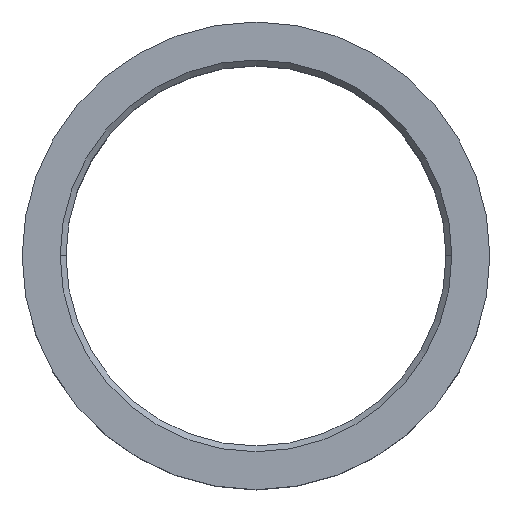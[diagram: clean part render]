
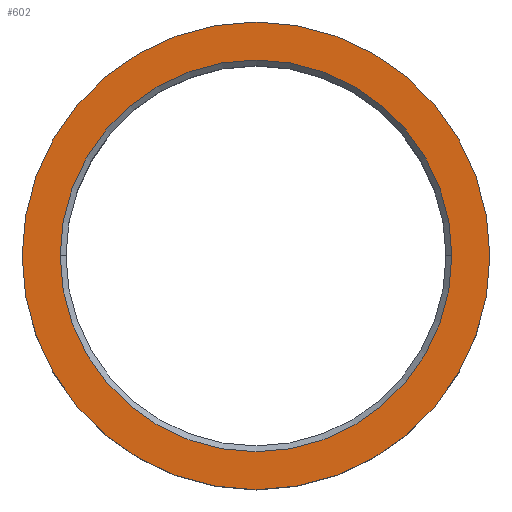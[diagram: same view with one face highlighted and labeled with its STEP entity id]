
A CAD part, top view. The second image highlights one B-rep face of the part: STEP entity #602.
In plain terms, the highlighted planar face has unit normal (0, 0, 1).
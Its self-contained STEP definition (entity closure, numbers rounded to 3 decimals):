
#11 = FACE_OUTER_BOUND ( 'NONE', #354, .T. ) ;
#14 = CARTESIAN_POINT ( 'NONE',  ( 0., 8., 2.5 ) ) ;
#24 = FACE_BOUND ( 'NONE', #248, .T. ) ;
#58 = CIRCLE ( 'NONE', #505, 8. ) ;
#64 = AXIS2_PLACEMENT_3D ( 'NONE', #346, #460, #445 ) ;
#94 = AXIS2_PLACEMENT_3D ( 'NONE', #179, #216, #200 ) ;
#95 = CARTESIAN_POINT ( 'NONE',  ( 0., 0., 2.5 ) ) ;
#98 = DIRECTION ( 'NONE',  ( 0., 0., -1. ) ) ;
#100 = DIRECTION ( 'NONE',  ( -1., 0., 0. ) ) ;
#107 = CIRCLE ( 'NONE', #592, 6.7 ) ;
#111 = EDGE_CURVE ( 'NONE', #373, #399, #341, .T. ) ;
#154 = CIRCLE ( 'NONE', #64, 6.7 ) ;
#179 = CARTESIAN_POINT ( 'NONE',  ( 0., 0., 2.5 ) ) ;
#181 = EDGE_CURVE ( 'NONE', #307, #397, #154, .T. ) ;
#200 = DIRECTION ( 'NONE',  ( -1., 0., 0. ) ) ;
#216 = DIRECTION ( 'NONE',  ( 0., 0., -1. ) ) ;
#235 = DIRECTION ( 'NONE',  ( 1., 0., 0. ) ) ;
#240 = ORIENTED_EDGE ( 'NONE', *, *, #404, .F. ) ;
#241 = ORIENTED_EDGE ( 'NONE', *, *, #111, .F. ) ;
#243 = ORIENTED_EDGE ( 'NONE', *, *, #277, .T. ) ;
#248 = EDGE_LOOP ( 'NONE', ( #249, #243 ) ) ;
#249 = ORIENTED_EDGE ( 'NONE', *, *, #181, .T. ) ;
#269 = CARTESIAN_POINT ( 'NONE',  ( -8., 0., 2.5 ) ) ;
#277 = EDGE_CURVE ( 'NONE', #397, #307, #107, .T. ) ;
#289 = CARTESIAN_POINT ( 'NONE',  ( 6.7, 0., 2.5 ) ) ;
#307 = VERTEX_POINT ( 'NONE', #289 ) ;
#329 = DIRECTION ( 'NONE',  ( 1., 0., 0. ) ) ;
#331 = CARTESIAN_POINT ( 'NONE',  ( 0., 0., 2.5 ) ) ;
#332 = DIRECTION ( 'NONE',  ( 0., 0., -1. ) ) ;
#341 = CIRCLE ( 'NONE', #94, 8. ) ;
#346 = CARTESIAN_POINT ( 'NONE',  ( 0., 0., 2.5 ) ) ;
#354 = EDGE_LOOP ( 'NONE', ( #241, #240 ) ) ;
#373 = VERTEX_POINT ( 'NONE', #269 ) ;
#397 = VERTEX_POINT ( 'NONE', #469 ) ;
#399 = VERTEX_POINT ( 'NONE', #475 ) ;
#404 = EDGE_CURVE ( 'NONE', #399, #373, #58, .T. ) ;
#432 = AXIS2_PLACEMENT_3D ( 'NONE', #14, #514, #235 ) ;
#445 = DIRECTION ( 'NONE',  ( 1., 0., 0. ) ) ;
#460 = DIRECTION ( 'NONE',  ( 0., 0., -1. ) ) ;
#469 = CARTESIAN_POINT ( 'NONE',  ( -6.7, 0., 2.5 ) ) ;
#475 = CARTESIAN_POINT ( 'NONE',  ( 8., 0., 2.5 ) ) ;
#505 = AXIS2_PLACEMENT_3D ( 'NONE', #95, #98, #100 ) ;
#514 = DIRECTION ( 'NONE',  ( 0., 0., 1. ) ) ;
#524 = PLANE ( 'NONE',  #432 ) ;
#592 = AXIS2_PLACEMENT_3D ( 'NONE', #331, #332, #329 ) ;
#602 = ADVANCED_FACE ( 'NONE', ( #24, #11 ), #524, .T. ) ;
